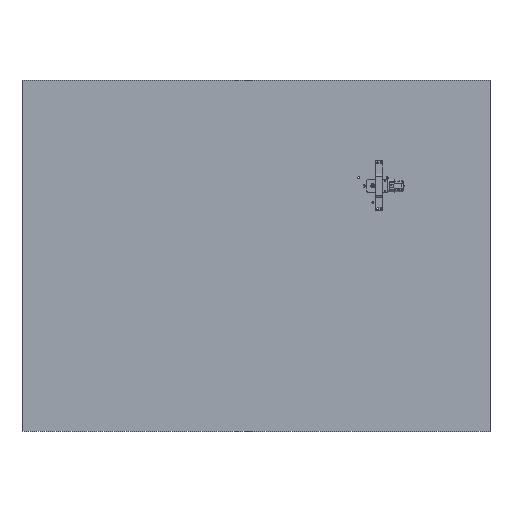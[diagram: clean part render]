
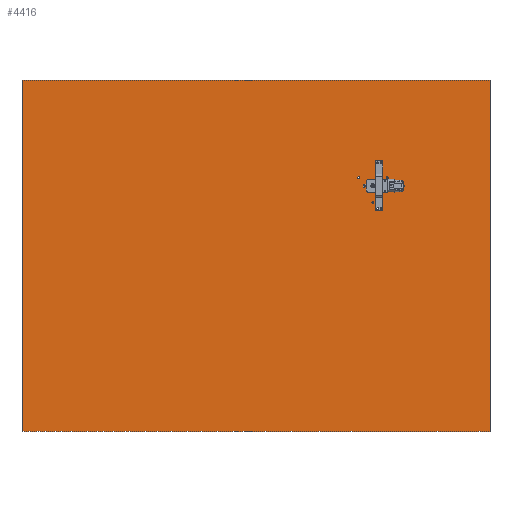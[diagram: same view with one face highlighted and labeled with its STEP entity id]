
A CAD part, left-side view. The second image highlights one B-rep face of the part: STEP entity #4416.
In plain terms, the highlighted planar face has unit normal (-1, 0, 0).
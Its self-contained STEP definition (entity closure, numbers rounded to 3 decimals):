
#330=FACE_BOUND('',#968,.T.);
#331=FACE_BOUND('',#969,.T.);
#332=FACE_BOUND('',#970,.T.);
#333=FACE_BOUND('',#971,.T.);
#334=FACE_BOUND('',#972,.T.);
#335=FACE_BOUND('',#973,.T.);
#336=FACE_BOUND('',#974,.T.);
#337=FACE_BOUND('',#975,.T.);
#338=FACE_BOUND('',#976,.T.);
#339=FACE_BOUND('',#977,.T.);
#340=FACE_BOUND('',#978,.T.);
#341=FACE_BOUND('',#979,.T.);
#437=CIRCLE('',#4858,1.65);
#439=CIRCLE('',#4865,2.1);
#441=CIRCLE('',#4868,1.65);
#443=CIRCLE('',#4871,1.65);
#445=CIRCLE('',#4874,1.65);
#447=CIRCLE('',#4877,1.65);
#449=CIRCLE('',#4880,1.65);
#451=CIRCLE('',#4883,6.05);
#453=CIRCLE('',#4886,1.65);
#455=CIRCLE('',#4889,1.65);
#457=CIRCLE('',#4892,1.65);
#710=FACE_OUTER_BOUND('',#967,.T.);
#967=EDGE_LOOP('',(#3296,#3297,#3298,#3299));
#968=EDGE_LOOP('',(#3300));
#969=EDGE_LOOP('',(#3301,#3302,#3303,#3304));
#970=EDGE_LOOP('',(#3305));
#971=EDGE_LOOP('',(#3306));
#972=EDGE_LOOP('',(#3307));
#973=EDGE_LOOP('',(#3308));
#974=EDGE_LOOP('',(#3309));
#975=EDGE_LOOP('',(#3310));
#976=EDGE_LOOP('',(#3311));
#977=EDGE_LOOP('',(#3312));
#978=EDGE_LOOP('',(#3313));
#979=EDGE_LOOP('',(#3314));
#1251=LINE('',#6899,#1654);
#1255=LINE('',#6907,#1658);
#1258=LINE('',#6913,#1661);
#1261=LINE('',#6918,#1664);
#1275=LINE('',#6987,#1678);
#1278=LINE('',#6993,#1681);
#1281=LINE('',#6999,#1684);
#1284=LINE('',#7003,#1687);
#1654=VECTOR('',#5458,10.);
#1658=VECTOR('',#5464,10.);
#1661=VECTOR('',#5469,10.);
#1664=VECTOR('',#5474,10.);
#1678=VECTOR('',#5550,10.);
#1681=VECTOR('',#5555,10.);
#1684=VECTOR('',#5560,10.);
#1687=VECTOR('',#5565,10.);
#2079=VERTEX_POINT('',#6891);
#2081=VERTEX_POINT('',#6897);
#2082=VERTEX_POINT('',#6898);
#2085=VERTEX_POINT('',#6906);
#2087=VERTEX_POINT('',#6912);
#2089=VERTEX_POINT('',#6921);
#2091=VERTEX_POINT('',#6927);
#2093=VERTEX_POINT('',#6933);
#2095=VERTEX_POINT('',#6939);
#2097=VERTEX_POINT('',#6945);
#2099=VERTEX_POINT('',#6951);
#2101=VERTEX_POINT('',#6957);
#2103=VERTEX_POINT('',#6963);
#2105=VERTEX_POINT('',#6969);
#2107=VERTEX_POINT('',#6975);
#2111=VERTEX_POINT('',#6984);
#2112=VERTEX_POINT('',#6986);
#2114=VERTEX_POINT('',#6992);
#2116=VERTEX_POINT('',#6998);
#2514=EDGE_CURVE('',#2079,#2079,#437,.T.);
#2517=EDGE_CURVE('',#2081,#2082,#1251,.T.);
#2521=EDGE_CURVE('',#2085,#2081,#1255,.T.);
#2524=EDGE_CURVE('',#2087,#2085,#1258,.T.);
#2527=EDGE_CURVE('',#2082,#2087,#1261,.T.);
#2529=EDGE_CURVE('',#2089,#2089,#439,.T.);
#2532=EDGE_CURVE('',#2091,#2091,#441,.T.);
#2535=EDGE_CURVE('',#2093,#2093,#443,.T.);
#2538=EDGE_CURVE('',#2095,#2095,#445,.T.);
#2541=EDGE_CURVE('',#2097,#2097,#447,.T.);
#2544=EDGE_CURVE('',#2099,#2099,#449,.T.);
#2547=EDGE_CURVE('',#2101,#2101,#451,.T.);
#2550=EDGE_CURVE('',#2103,#2103,#453,.T.);
#2553=EDGE_CURVE('',#2105,#2105,#455,.T.);
#2556=EDGE_CURVE('',#2107,#2107,#457,.T.);
#2561=EDGE_CURVE('',#2112,#2111,#1275,.T.);
#2564=EDGE_CURVE('',#2114,#2112,#1278,.T.);
#2567=EDGE_CURVE('',#2116,#2114,#1281,.T.);
#2570=EDGE_CURVE('',#2111,#2116,#1284,.T.);
#3296=ORIENTED_EDGE('',*,*,#2570,.T.);
#3297=ORIENTED_EDGE('',*,*,#2567,.T.);
#3298=ORIENTED_EDGE('',*,*,#2564,.T.);
#3299=ORIENTED_EDGE('',*,*,#2561,.T.);
#3300=ORIENTED_EDGE('',*,*,#2514,.T.);
#3301=ORIENTED_EDGE('',*,*,#2517,.T.);
#3302=ORIENTED_EDGE('',*,*,#2527,.T.);
#3303=ORIENTED_EDGE('',*,*,#2524,.T.);
#3304=ORIENTED_EDGE('',*,*,#2521,.T.);
#3305=ORIENTED_EDGE('',*,*,#2529,.T.);
#3306=ORIENTED_EDGE('',*,*,#2532,.T.);
#3307=ORIENTED_EDGE('',*,*,#2535,.T.);
#3308=ORIENTED_EDGE('',*,*,#2538,.T.);
#3309=ORIENTED_EDGE('',*,*,#2541,.T.);
#3310=ORIENTED_EDGE('',*,*,#2544,.T.);
#3311=ORIENTED_EDGE('',*,*,#2556,.T.);
#3312=ORIENTED_EDGE('',*,*,#2553,.T.);
#3313=ORIENTED_EDGE('',*,*,#2550,.T.);
#3314=ORIENTED_EDGE('',*,*,#2547,.T.);
#4228=PLANE('',#4898);
#4416=ADVANCED_FACE('',(#710,#330,#331,#332,#333,#334,#335,#336,#337,#338,
#339,#340,#341),#4228,.T.);
#4858=AXIS2_PLACEMENT_3D('',#6892,#5451,#5452);
#4865=AXIS2_PLACEMENT_3D('',#6922,#5478,#5479);
#4868=AXIS2_PLACEMENT_3D('',#6928,#5485,#5486);
#4871=AXIS2_PLACEMENT_3D('',#6934,#5492,#5493);
#4874=AXIS2_PLACEMENT_3D('',#6940,#5499,#5500);
#4877=AXIS2_PLACEMENT_3D('',#6946,#5506,#5507);
#4880=AXIS2_PLACEMENT_3D('',#6952,#5513,#5514);
#4883=AXIS2_PLACEMENT_3D('',#6958,#5520,#5521);
#4886=AXIS2_PLACEMENT_3D('',#6964,#5527,#5528);
#4889=AXIS2_PLACEMENT_3D('',#6970,#5534,#5535);
#4892=AXIS2_PLACEMENT_3D('',#6976,#5541,#5542);
#4898=AXIS2_PLACEMENT_3D('',#7004,#5566,#5567);
#5451=DIRECTION('center_axis',(1.,0.,0.));
#5452=DIRECTION('ref_axis',(0.,-1.,0.));
#5458=DIRECTION('',(0.,0.,1.));
#5464=DIRECTION('',(0.,1.,0.));
#5469=DIRECTION('',(0.,0.,-1.));
#5474=DIRECTION('',(0.,-1.,0.));
#5478=DIRECTION('center_axis',(1.,0.,0.));
#5479=DIRECTION('ref_axis',(0.,-1.,0.));
#5485=DIRECTION('center_axis',(1.,0.,0.));
#5486=DIRECTION('ref_axis',(0.,-1.,0.));
#5492=DIRECTION('center_axis',(1.,0.,0.));
#5493=DIRECTION('ref_axis',(0.,-1.,0.));
#5499=DIRECTION('center_axis',(1.,0.,0.));
#5500=DIRECTION('ref_axis',(0.,-1.,0.));
#5506=DIRECTION('center_axis',(1.,0.,0.));
#5507=DIRECTION('ref_axis',(0.,-1.,0.));
#5513=DIRECTION('center_axis',(1.,0.,0.));
#5514=DIRECTION('ref_axis',(0.,-1.,0.));
#5520=DIRECTION('center_axis',(1.,0.,0.));
#5521=DIRECTION('ref_axis',(0.,1.,0.));
#5527=DIRECTION('center_axis',(1.,0.,0.));
#5528=DIRECTION('ref_axis',(0.,1.,0.));
#5534=DIRECTION('center_axis',(1.,0.,0.));
#5535=DIRECTION('ref_axis',(0.,1.,0.));
#5541=DIRECTION('center_axis',(1.,0.,0.));
#5542=DIRECTION('ref_axis',(0.,1.,0.));
#5550=DIRECTION('',(0.,0.,-1.));
#5555=DIRECTION('',(0.,1.,0.));
#5560=DIRECTION('',(0.,0.,1.));
#5565=DIRECTION('',(0.,-1.,0.));
#5566=DIRECTION('center_axis',(-1.,0.,0.));
#5567=DIRECTION('ref_axis',(0.,1.,0.));
#6891=CARTESIAN_POINT('',(-14.5,-18.85,8.75));
#6892=CARTESIAN_POINT('Origin',(-14.5,-20.5,8.75));
#6897=CARTESIAN_POINT('',(-14.5,-29.35,-2.75));
#6898=CARTESIAN_POINT('',(-14.5,-29.35,2.75));
#6899=CARTESIAN_POINT('',(-14.5,-29.35,-61.375));
#6906=CARTESIAN_POINT('',(-14.5,-32.75,-2.75));
#6907=CARTESIAN_POINT('',(-14.5,83.625,-2.75));
#6912=CARTESIAN_POINT('',(-14.5,-32.75,2.75));
#6913=CARTESIAN_POINT('',(-14.5,-32.75,-58.625));
#6918=CARTESIAN_POINT('',(-14.5,85.325,2.75));
#6921=CARTESIAN_POINT('',(-14.5,-9.1,0.));
#6922=CARTESIAN_POINT('Origin',(-14.5,-11.2,0.));
#6927=CARTESIAN_POINT('',(-14.5,-18.85,-8.75));
#6928=CARTESIAN_POINT('Origin',(-14.5,-20.5,-8.75));
#6933=CARTESIAN_POINT('',(-14.5,-12.05,39.1));
#6934=CARTESIAN_POINT('Origin',(-14.5,-13.7,39.1));
#6939=CARTESIAN_POINT('',(-14.5,-6.35,-39.1));
#6940=CARTESIAN_POINT('Origin',(-14.5,-8.,-39.1));
#6945=CARTESIAN_POINT('',(-14.5,-6.35,39.1));
#6946=CARTESIAN_POINT('Origin',(-14.5,-8.,39.1));
#6951=CARTESIAN_POINT('',(-14.5,-12.05,-39.1));
#6952=CARTESIAN_POINT('Origin',(-14.5,-13.7,-39.1));
#6957=CARTESIAN_POINT('',(-14.5,-6.05,0.));
#6958=CARTESIAN_POINT('Origin',(-14.5,0.,0.));
#6963=CARTESIAN_POINT('',(-14.5,22.545,14.092));
#6964=CARTESIAN_POINT('Origin',(-14.5,24.195,14.092));
#6969=CARTESIAN_POINT('',(-14.5,-25.952,13.908));
#6970=CARTESIAN_POINT('Origin',(-14.5,-24.302,13.908));
#6975=CARTESIAN_POINT('',(-14.5,-1.544,-28.));
#6976=CARTESIAN_POINT('Origin',(-14.5,0.106,-28.));
#6984=CARTESIAN_POINT('',(-14.5,600.,-420.));
#6986=CARTESIAN_POINT('',(-14.5,600.,180.));
#6987=CARTESIAN_POINT('',(-14.5,600.,-420.));
#6992=CARTESIAN_POINT('',(-14.5,-200.,180.));
#6993=CARTESIAN_POINT('',(-14.5,600.,180.));
#6998=CARTESIAN_POINT('',(-14.5,-200.,-420.));
#6999=CARTESIAN_POINT('',(-14.5,-200.,180.));
#7003=CARTESIAN_POINT('',(-14.5,-200.,-420.));
#7004=CARTESIAN_POINT('Origin',(-14.5,200.,-120.));
